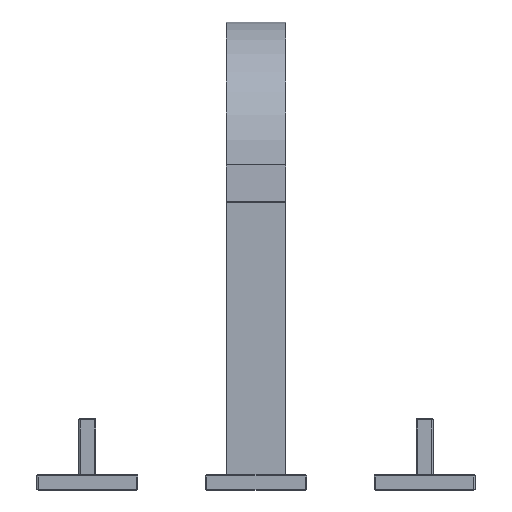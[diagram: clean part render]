
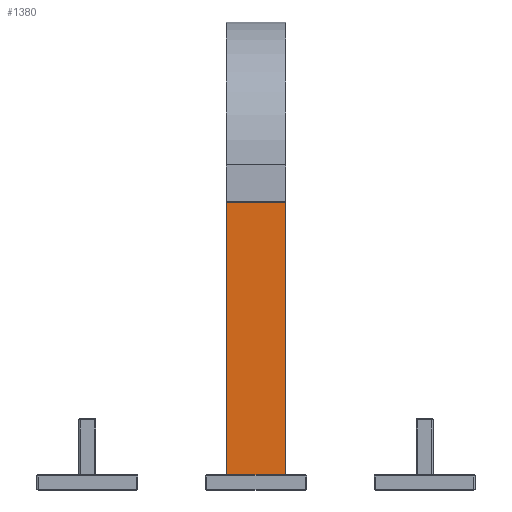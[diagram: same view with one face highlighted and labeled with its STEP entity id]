
A CAD part, top view. The second image highlights one B-rep face of the part: STEP entity #1380.
In plain terms, the highlighted planar face has unit normal (0, 0, 1).
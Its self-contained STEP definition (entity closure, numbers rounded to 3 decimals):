
#34 = VERTEX_POINT ( 'NONE', #1573 ) ;
#44 = ORIENTED_EDGE ( 'NONE', *, *, #1331, .T. ) ;
#50 = CARTESIAN_POINT ( 'NONE',  ( -17.5, 0., 5.5 ) ) ;
#78 = CARTESIAN_POINT ( 'NONE',  ( -17.5, 181., 5.5 ) ) ;
#153 = VECTOR ( 'NONE', #211, 1000. ) ;
#188 = LINE ( 'NONE', #1227, #153 ) ;
#211 = DIRECTION ( 'NONE',  ( 1., 0., 0. ) ) ;
#280 = DIRECTION ( 'NONE',  ( 1., 0., 0. ) ) ;
#289 = VERTEX_POINT ( 'NONE', #2482 ) ;
#420 = EDGE_LOOP ( 'NONE', ( #44, #1242, #2278, #1896 ) ) ;
#604 = VERTEX_POINT ( 'NONE', #2195 ) ;
#787 = FACE_OUTER_BOUND ( 'NONE', #420, .T. ) ;
#792 = DIRECTION ( 'NONE',  ( 0., -1., 0. ) ) ;
#949 = VECTOR ( 'NONE', #280, 1000. ) ;
#959 = LINE ( 'NONE', #50, #949 ) ;
#989 = CARTESIAN_POINT ( 'NONE',  ( -17.5, 0., 5.5 ) ) ;
#1033 = EDGE_CURVE ( 'NONE', #604, #1158, #1413, .T. ) ;
#1158 = VERTEX_POINT ( 'NONE', #989 ) ;
#1218 = AXIS2_PLACEMENT_3D ( 'NONE', #78, #1644, #2063 ) ;
#1227 = CARTESIAN_POINT ( 'NONE',  ( -17.5, 181., 5.5 ) ) ;
#1242 = ORIENTED_EDGE ( 'NONE', *, *, #2085, .F. ) ;
#1327 = CARTESIAN_POINT ( 'NONE',  ( 17.5, 181., 5.5 ) ) ;
#1331 = EDGE_CURVE ( 'NONE', #1158, #34, #959, .T. ) ;
#1380 = ADVANCED_FACE ( 'NONE', ( #787 ), #2184, .F. ) ;
#1408 = VECTOR ( 'NONE', #2425, 1000. ) ;
#1413 = LINE ( 'NONE', #2595, #1408 ) ;
#1573 = CARTESIAN_POINT ( 'NONE',  ( 17.5, 0., 5.5 ) ) ;
#1644 = DIRECTION ( 'NONE',  ( 0., 0., -1. ) ) ;
#1703 = EDGE_CURVE ( 'NONE', #604, #289, #188, .T. ) ;
#1896 = ORIENTED_EDGE ( 'NONE', *, *, #1033, .T. ) ;
#2023 = VECTOR ( 'NONE', #792, 1000. ) ;
#2063 = DIRECTION ( 'NONE',  ( -1., 0., 0. ) ) ;
#2085 = EDGE_CURVE ( 'NONE', #289, #34, #2089, .T. ) ;
#2089 = LINE ( 'NONE', #1327, #2023 ) ;
#2184 = PLANE ( 'NONE',  #1218 ) ;
#2195 = CARTESIAN_POINT ( 'NONE',  ( -17.5, 181., 5.5 ) ) ;
#2278 = ORIENTED_EDGE ( 'NONE', *, *, #1703, .F. ) ;
#2425 = DIRECTION ( 'NONE',  ( 0., -1., 0. ) ) ;
#2482 = CARTESIAN_POINT ( 'NONE',  ( 17.5, 181., 5.5 ) ) ;
#2595 = CARTESIAN_POINT ( 'NONE',  ( -17.5, 181., 5.5 ) ) ;
